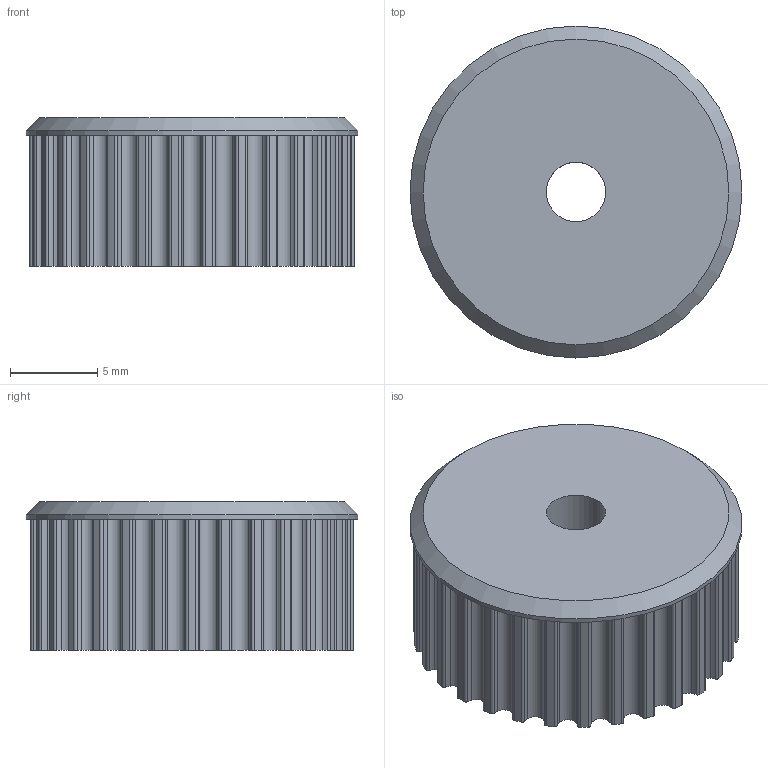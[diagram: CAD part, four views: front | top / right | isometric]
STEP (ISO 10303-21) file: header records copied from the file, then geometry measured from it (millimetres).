
FILE_DESCRIPTION(/* description */ (''),/* implementation_level */ '2;1');
FILE_NAME(/* name */ 'P410.step',/* time_stamp */ '2025-06-25T17:56:42+02:00',/* author */ (''),/* organization */ (''),/* preprocessor_version */ 'ST-DEVELOPER v20.1',/* originating_system */ 'Autodesk Translation Framework v14.10.0.0',/* authorisation */ '');
FILE_SCHEMA (('AUTOMOTIVE_DESIGN { 1 0 10303 214 3 1 1 }'));
Length unit declared in the file: millimetre
Products named in the file (1): P505
Bounding box: 19 x 19 x 8.5 mm (x, y, z)
Volume: 1985.6 mm3; surface area: 1320.9 mm2
Topology: 1 solids, 1 shells, 188 faces, 551 edges, 367 vertices
Faces by surface type: cylinder 183, plane 4, cone 1
Full cylindrical faces by diameter (mm): 3.4 x1, 5.8 x1, 19 x1
Entity records: 6511 total; most frequent: DIRECTION 1296, CARTESIAN_POINT 1107, ORIENTED_EDGE 1102, AXIS2_PLACEMENT_3D 556, EDGE_CURVE 551, CIRCLE 367, VERTEX_POINT 367, EDGE_LOOP 192
